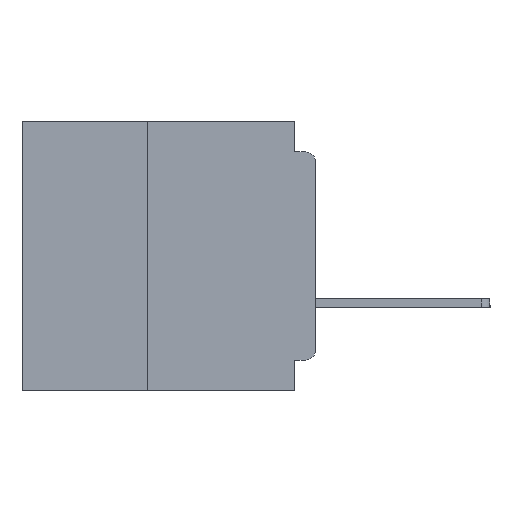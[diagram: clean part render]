
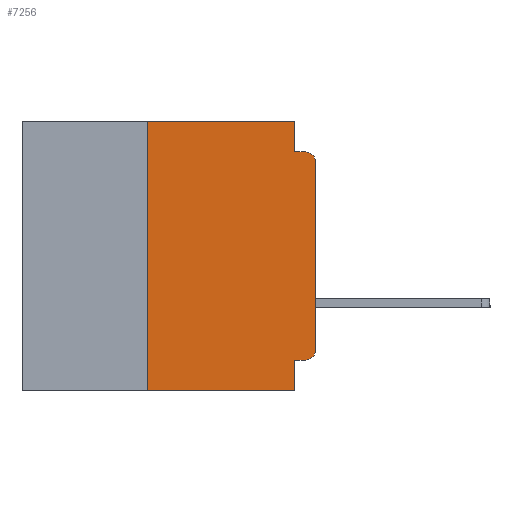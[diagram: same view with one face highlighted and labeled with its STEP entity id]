
A CAD part, left-side view. The second image highlights one B-rep face of the part: STEP entity #7256.
In plain terms, the highlighted planar face has unit normal (-1, 0, 0).
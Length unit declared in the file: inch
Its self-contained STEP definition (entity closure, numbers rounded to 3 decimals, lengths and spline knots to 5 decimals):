
#139 = AXIS2_PLACEMENT_3D ( 'NONE', #53217, #28790, #3627 ) ;
#631 = CARTESIAN_POINT ( 'NONE',  ( 0., 0.015, -0.06 ) ) ;
#804 = VECTOR ( 'NONE', #39328, 39.37008 ) ;
#839 = VERTEX_POINT ( 'NONE', #25358 ) ;
#3342 = EDGE_CURVE ( 'NONE', #14412, #37493, #5444, .T. ) ;
#3627 = DIRECTION ( 'NONE',  ( 0., 0., -1. ) ) ;
#4262 = VERTEX_POINT ( 'NONE', #47531 ) ;
#4315 = CARTESIAN_POINT ( 'NONE',  ( 0., 0.015, -0.045 ) ) ;
#4939 = VECTOR ( 'NONE', #48786, 39.37008 ) ;
#4942 = DIRECTION ( 'NONE',  ( 0., 0., -1. ) ) ;
#5444 = LINE ( 'NONE', #12709, #38832 ) ;
#6335 = PLANE ( 'NONE',  #18494 ) ;
#7256 = ADVANCED_FACE ( 'NONE', ( #9009 ), #6335, .F. ) ;
#7336 = VERTEX_POINT ( 'NONE', #31979 ) ;
#7549 = CIRCLE ( 'NONE', #21325, 0.015 ) ;
#7730 = LINE ( 'NONE', #14315, #16291 ) ;
#7941 = EDGE_CURVE ( 'NONE', #7336, #13322, #25302, .T. ) ;
#8595 = ORIENTED_EDGE ( 'NONE', *, *, #34164, .F. ) ;
#9009 = FACE_OUTER_BOUND ( 'NONE', #23308, .T. ) ;
#9189 = ORIENTED_EDGE ( 'NONE', *, *, #26789, .T. ) ;
#10070 = EDGE_CURVE ( 'NONE', #4262, #7336, #29694, .T. ) ;
#10175 = CARTESIAN_POINT ( 'NONE',  ( 0., 0.031, 0. ) ) ;
#12111 = LINE ( 'NONE', #10175, #804 ) ;
#12709 = CARTESIAN_POINT ( 'NONE',  ( 0., 0.437, 0. ) ) ;
#13003 = CARTESIAN_POINT ( 'NONE',  ( 0., 0., -0.045 ) ) ;
#13322 = VERTEX_POINT ( 'NONE', #32748 ) ;
#14315 = CARTESIAN_POINT ( 'NONE',  ( 0., 0., -0.355 ) ) ;
#14412 = VERTEX_POINT ( 'NONE', #49268 ) ;
#14837 = DIRECTION ( 'NONE',  ( 0., 0., -1. ) ) ;
#15746 = CARTESIAN_POINT ( 'NONE',  ( 0., 0.031, -0.4 ) ) ;
#16291 = VECTOR ( 'NONE', #30768, 39.37008 ) ;
#16669 = CARTESIAN_POINT ( 'NONE',  ( 0., 0.25, -0.4 ) ) ;
#17006 = CARTESIAN_POINT ( 'NONE',  ( 0., 0.031, 0. ) ) ;
#17115 = ORIENTED_EDGE ( 'NONE', *, *, #10070, .T. ) ;
#18081 = ORIENTED_EDGE ( 'NONE', *, *, #7941, .T. ) ;
#18088 = CARTESIAN_POINT ( 'NONE',  ( 0., 0., 0. ) ) ;
#18494 = AXIS2_PLACEMENT_3D ( 'NONE', #35594, #39766, #14837 ) ;
#20067 = ORIENTED_EDGE ( 'NONE', *, *, #26899, .T. ) ;
#20247 = ORIENTED_EDGE ( 'NONE', *, *, #29595, .F. ) ;
#21325 = AXIS2_PLACEMENT_3D ( 'NONE', #631, #30090, #4942 ) ;
#22316 = DIRECTION ( 'NONE',  ( 0., 0., 1. ) ) ;
#23308 = EDGE_LOOP ( 'NONE', ( #18081, #20067, #8595, #28536, #25596, #20247, #9189, #51000, #49014, #17115 ) ) ;
#24040 = EDGE_CURVE ( 'NONE', #40088, #839, #27266, .T. ) ;
#25302 = LINE ( 'NONE', #18088, #45875 ) ;
#25358 = CARTESIAN_POINT ( 'NONE',  ( 0., 0.031, -0.4 ) ) ;
#25596 = ORIENTED_EDGE ( 'NONE', *, *, #3342, .F. ) ;
#25662 = CARTESIAN_POINT ( 'NONE',  ( 0., 0.25, -0.4 ) ) ;
#26789 = EDGE_CURVE ( 'NONE', #41640, #839, #33701, .T. ) ;
#26899 = EDGE_CURVE ( 'NONE', #13322, #36865, #7549, .T. ) ;
#27266 = LINE ( 'NONE', #15746, #4939 ) ;
#28536 = ORIENTED_EDGE ( 'NONE', *, *, #40661, .F. ) ;
#28790 = DIRECTION ( 'NONE',  ( -1., 0., 0. ) ) ;
#29595 = EDGE_CURVE ( 'NONE', #41640, #14412, #51277, .T. ) ;
#29694 = CIRCLE ( 'NONE', #139, 0.015 ) ;
#30090 = DIRECTION ( 'NONE',  ( -1., 0., 0. ) ) ;
#30768 = DIRECTION ( 'NONE',  ( 0., 1., 0. ) ) ;
#31979 = CARTESIAN_POINT ( 'NONE',  ( 0., 0., -0.34 ) ) ;
#32748 = CARTESIAN_POINT ( 'NONE',  ( 0., 0., -0.06 ) ) ;
#33701 = LINE ( 'NONE', #37342, #52805 ) ;
#34164 = EDGE_CURVE ( 'NONE', #36561, #36865, #35541, .T. ) ;
#35541 = LINE ( 'NONE', #13003, #36846 ) ;
#35594 = CARTESIAN_POINT ( 'NONE',  ( 0., 0.437, 0. ) ) ;
#36561 = VERTEX_POINT ( 'NONE', #39083 ) ;
#36846 = VECTOR ( 'NONE', #42075, 39.37008 ) ;
#36865 = VERTEX_POINT ( 'NONE', #4315 ) ;
#37342 = CARTESIAN_POINT ( 'NONE',  ( 0., 0.437, -0.4 ) ) ;
#37493 = VERTEX_POINT ( 'NONE', #17006 ) ;
#38832 = VECTOR ( 'NONE', #49726, 39.37008 ) ;
#39083 = CARTESIAN_POINT ( 'NONE',  ( 0., 0.031, -0.045 ) ) ;
#39328 = DIRECTION ( 'NONE',  ( 0., 0., -1. ) ) ;
#39766 = DIRECTION ( 'NONE',  ( 1., 0., 0. ) ) ;
#40088 = VERTEX_POINT ( 'NONE', #51709 ) ;
#40661 = EDGE_CURVE ( 'NONE', #37493, #36561, #12111, .T. ) ;
#41640 = VERTEX_POINT ( 'NONE', #16669 ) ;
#42075 = DIRECTION ( 'NONE',  ( 0., -1., 0. ) ) ;
#42085 = DIRECTION ( 'NONE',  ( 0., 0., 1. ) ) ;
#45503 = DIRECTION ( 'NONE',  ( 0., -1., 0. ) ) ;
#45875 = VECTOR ( 'NONE', #22316, 39.37008 ) ;
#47531 = CARTESIAN_POINT ( 'NONE',  ( 0., 0.015, -0.355 ) ) ;
#48786 = DIRECTION ( 'NONE',  ( 0., 0., -1. ) ) ;
#49014 = ORIENTED_EDGE ( 'NONE', *, *, #51548, .F. ) ;
#49268 = CARTESIAN_POINT ( 'NONE',  ( 0., 0.25, 0. ) ) ;
#49726 = DIRECTION ( 'NONE',  ( 0., -1., 0. ) ) ;
#51000 = ORIENTED_EDGE ( 'NONE', *, *, #24040, .F. ) ;
#51277 = LINE ( 'NONE', #25662, #52555 ) ;
#51548 = EDGE_CURVE ( 'NONE', #4262, #40088, #7730, .T. ) ;
#51709 = CARTESIAN_POINT ( 'NONE',  ( 0., 0.031, -0.355 ) ) ;
#52555 = VECTOR ( 'NONE', #42085, 39.37008 ) ;
#52805 = VECTOR ( 'NONE', #45503, 39.37008 ) ;
#53217 = CARTESIAN_POINT ( 'NONE',  ( 0., 0.015, -0.34 ) ) ;
